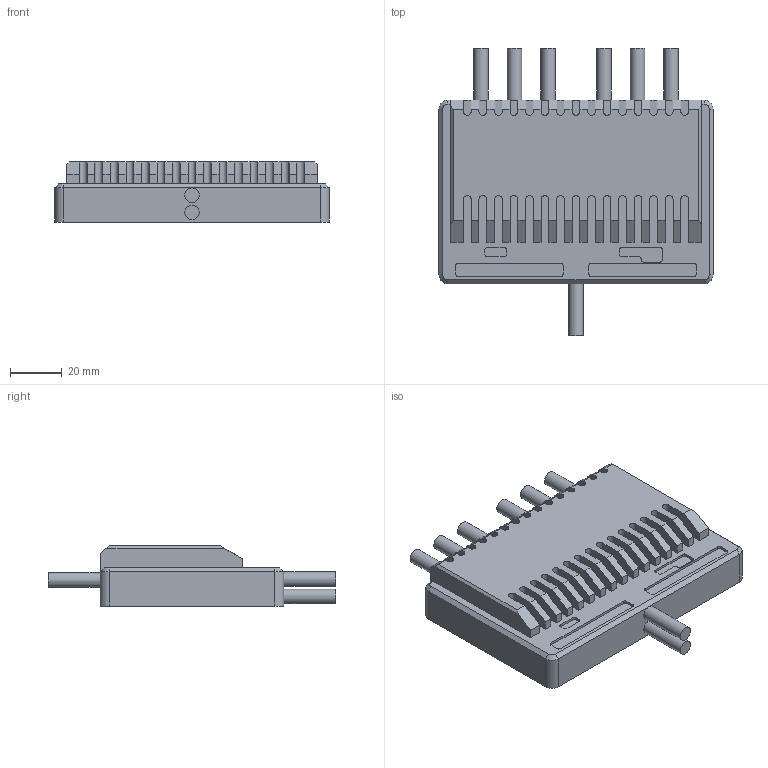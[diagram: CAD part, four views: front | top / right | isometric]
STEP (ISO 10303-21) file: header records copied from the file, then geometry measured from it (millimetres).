
FILE_DESCRIPTION(/* description */ (''),/* implementation_level */ '2;1');
FILE_NAME(/* name */ 'dv6 v1.step',/* time_stamp */ '2022-01-26T21:55:33+11:00',/* author */ (''),/* organization */ (''),/* preprocessor_version */ 'ST-DEVELOPER v18.1',/* originating_system */ 'Autodesk Translation Framework v10.10.0.1391',/* authorisation */ '');
FILE_SCHEMA (('AUTOMOTIVE_DESIGN { 1 0 10303 214 3 1 1 }'));
Length unit declared in the file: millimetre
Products named in the file (1): dv6
Bounding box: 106 x 111 x 23.2 mm (x, y, z)
Volume: 148921 mm3; surface area: 30103.1 mm2
Topology: 1 solids, 1 shells, 277 faces, 769 edges, 510 vertices
Faces by surface type: plane 173, cylinder 92, bspline 8, cone 4
Full cylindrical faces by diameter (mm): 3.332 x8, 5.6 x8
Entity records: 11468 total; most frequent: CARTESIAN_POINT 4365, ORIENTED_EDGE 1538, DIRECTION 1377, EDGE_CURVE 769, LINE 549, VECTOR 549, VERTEX_POINT 510, AXIS2_PLACEMENT_3D 414
